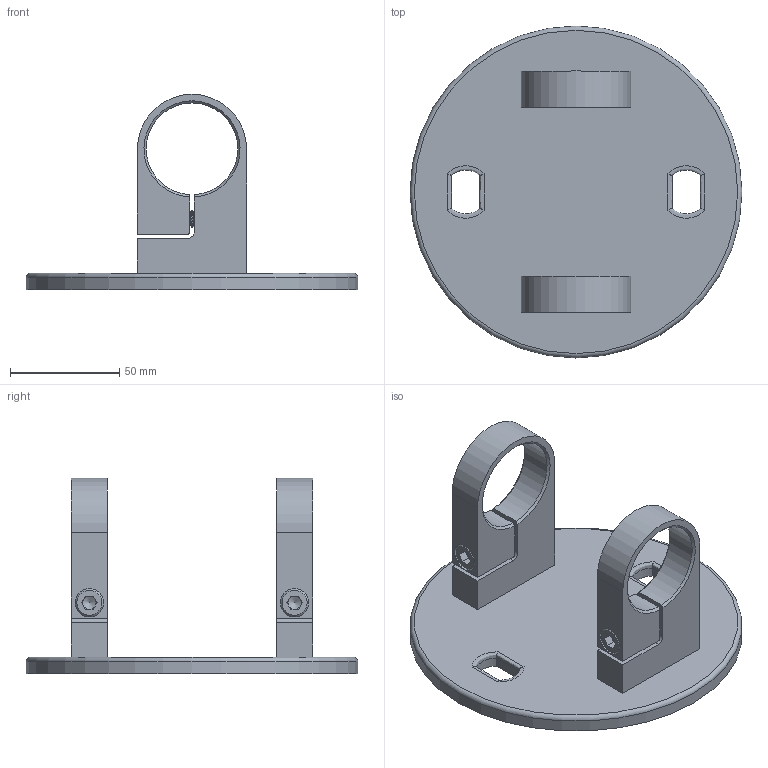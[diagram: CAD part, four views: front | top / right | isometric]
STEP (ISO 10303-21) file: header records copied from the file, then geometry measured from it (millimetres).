
FILE_DESCRIPTION(('STEP AP214'), '1');
FILE_NAME('àðò. KRT562', '2014-09-30T09:02:17', ('Áàòóðà Àíäðåé Ïàâëîâè÷'), ('Ëåñòíè÷íûé öåíòåð'), 'ASCON STEP Converter 1.3', 'ASCON Math Kernel', '');
FILE_SCHEMA(('AUTOMOTIVE_DESIGN { 1 0 10303 214 3 1 1}'));
Length unit declared in the file: millimetre
Products named in the file (5): àðò. KRT561.001; socket head cap screw_am1_B18.3.1M - 8 x 1.25 x 25 Hex SHCS -- 25SHX; socket countersunk head screw_am_B18.3.5M - 8 x 1.25 x 20 Socket FCHS  -- 20N
Assembly tree (9 placements, depth 2):
  (unnamed)
    àðò. KRT561.001
    (unnamed)  x2
    socket head cap screw_am1_B18.3.1M - 8 x 1.25 x 25 Hex SHCS -- 25SHX  x2
    socket countersunk head screw_am_B18.3.5M - 8 x 1.25 x 20 Socket FCHS  -- 20N  x4
Bounding box: 152 x 152 x 89.5 mm (x, y, z)
Volume: 128746.1 mm3; surface area: 81382 mm2
Topology: 9 solids, 9 shells, 361 faces, 914 edges, 586 vertices
Faces by surface type: plane 155, cone 104, cylinder 87, bspline 8, torus 7
Full cylindrical faces by diameter (mm): 7 x4, 8 x48, 9.6 x4, 13 x4, 15.5 x4, 152 x1
Entity records: 12032 total; most frequent: CARTESIAN_POINT 5724, DIRECTION 895, ORIENTED_EDGE 836, EDGE_CURVE 418, AXIS2_PLACEMENT_3D 363, VERTEX_POINT 322, EDGE_LOOP 296, FACE_BOUND 258
